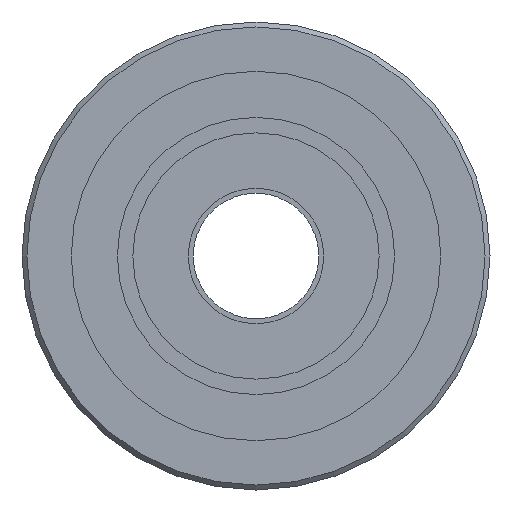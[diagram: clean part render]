
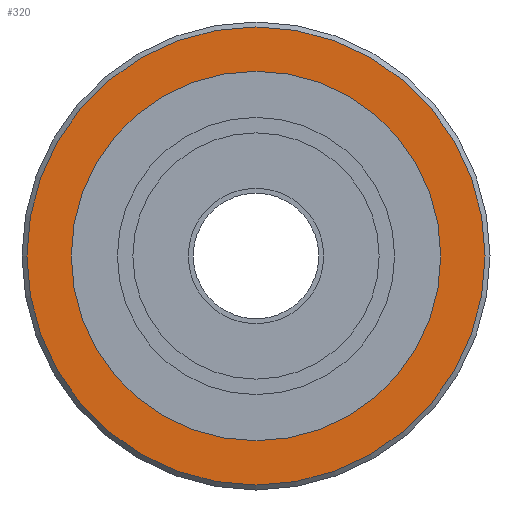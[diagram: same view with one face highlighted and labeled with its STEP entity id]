
A CAD part, left-side view. The second image highlights one B-rep face of the part: STEP entity #320.
In plain terms, the highlighted planar face has unit normal (-1, 0, 0).
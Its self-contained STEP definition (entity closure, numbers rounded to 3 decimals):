
#99=ORIENTED_EDGE('',*,*,#128,.T.);
#100=ORIENTED_EDGE('',*,*,#127,.F.);
#127=EDGE_CURVE('',#153,#153,#179,.T.);
#128=EDGE_CURVE('',#154,#154,#180,.T.);
#153=VERTEX_POINT('',#603);
#154=VERTEX_POINT('',#606);
#179=CIRCLE('',#410,9.3);
#180=CIRCLE('',#412,7.5);
#229=EDGE_LOOP('',(#99));
#230=EDGE_LOOP('',(#100));
#281=FACE_BOUND('',#229,.T.);
#282=FACE_BOUND('',#230,.T.);
#295=PLANE('',#411);
#320=ADVANCED_FACE('',(#281,#282),#295,.T.);
#410=AXIS2_PLACEMENT_3D('',#602,#517,#518);
#411=AXIS2_PLACEMENT_3D('',#604,#519,#520);
#412=AXIS2_PLACEMENT_3D('',#605,#521,#522);
#517=DIRECTION('',(1.,0.,0.));
#518=DIRECTION('',(0.,0.,-1.));
#519=DIRECTION('',(-1.,0.,0.));
#520=DIRECTION('',(0.,0.,1.));
#521=DIRECTION('',(1.,0.,0.));
#522=DIRECTION('',(0.,0.,-1.));
#602=CARTESIAN_POINT('',(1.8,0.,0.));
#603=CARTESIAN_POINT('',(1.8,0.,-9.3));
#604=CARTESIAN_POINT('',(1.8,9.3,0.));
#605=CARTESIAN_POINT('',(1.8,0.,0.));
#606=CARTESIAN_POINT('',(1.8,0.,-7.5));
